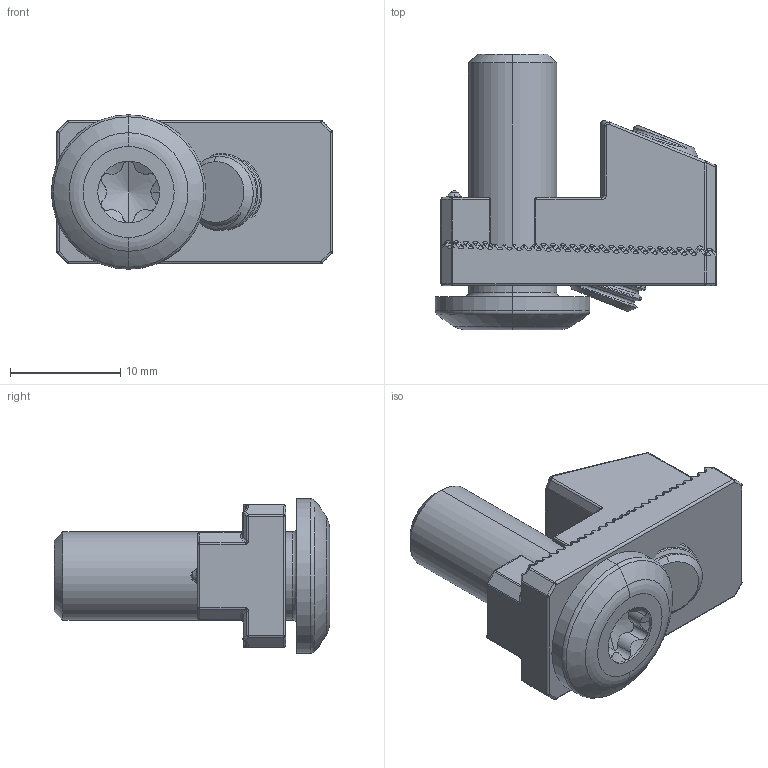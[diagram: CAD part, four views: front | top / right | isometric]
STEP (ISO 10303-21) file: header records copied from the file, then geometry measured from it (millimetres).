
FILE_DESCRIPTION (( 'STEP AP214' ), '1' );
FILE_NAME ('02_3D_Step_Files099j08m08s03.step', '2023-03-25T07:47:17', ( '' ), ( '' ), 'SwSTEP 2.0', 'SolidWorks 2022', '' );
FILE_SCHEMA (( 'AUTOMOTIVE_DESIGN' ));
Length unit declared in the file: millimetre
Products named in the file (5): 4iso4026m0716m_4iso4026m0716m; 02_3D_Step_Files099j08m08s03; 099j08M08R05_099J08M08R05; 093S0722T_093M0822T; 099J08M08R04
Assembly tree (4 placements, depth 3):
  02_3D_Step_Files099j08m08s03
    099j08M08R05_099J08M08R05
      099J08M08R04
      4iso4026m0716m_4iso4026m0716m
    093S0722T_093M0822T
Bounding box: 25.5 x 25 x 14 mm (x, y, z)
Volume: 3514 mm3; surface area: 3188.1 mm2
Topology: 3 solids, 4 shells, 929 faces, 2170 edges, 1124 vertices
Faces by surface type: cylinder 407, bspline 203, plane 158, torus 112, sphere 26, cone 23
Entity records: 39942 total; most frequent: CARTESIAN_POINT 21125, ORIENTED_EDGE 4084, DIRECTION 3792, EDGE_CURVE 2042, AXIS2_PLACEMENT_3D 1478, VERTEX_POINT 1124, EDGE_LOOP 936, FACE_OUTER_BOUND 929
